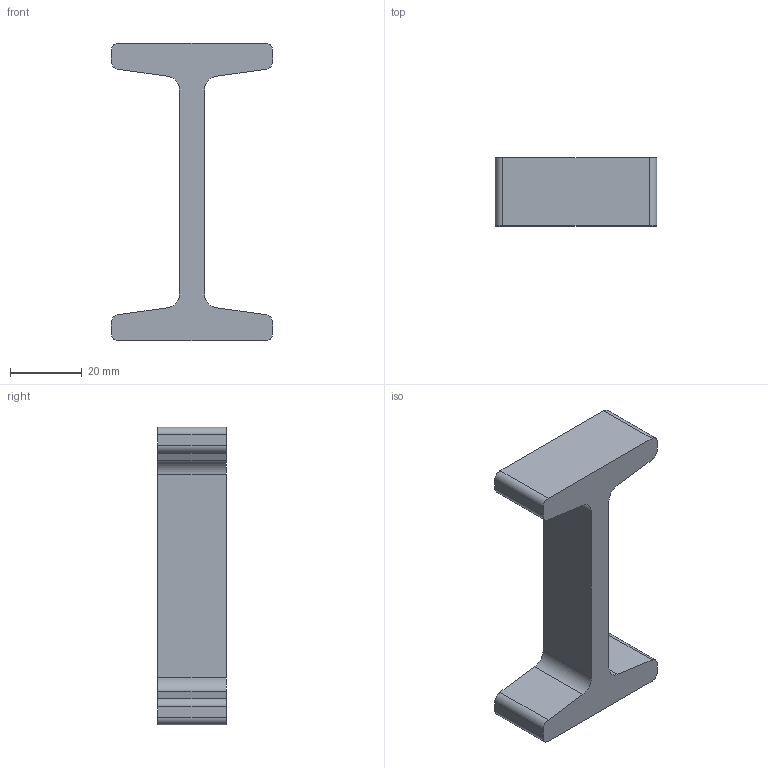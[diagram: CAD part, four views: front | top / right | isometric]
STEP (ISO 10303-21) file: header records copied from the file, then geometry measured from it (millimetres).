
FILE_DESCRIPTION((''),'2;1');
FILE_NAME('6338519','2012-07-24T',('AndreasKeweloh'),(''),'PRO/ENGINEER BY PARAMETRIC TECHNOLOGY CORPORATION, 2012130','PRO/ENGINEER BY PARAMETRIC TECHNOLOGY CORPORATION, 2012130','');
FILE_SCHEMA(('CONFIG_CONTROL_DESIGN'));
Length unit declared in the file: millimetre
Products named in the file (1): 6338519
Bounding box: 45 x 19 x 83 mm (x, y, z)
Volume: 9865.9 mm3; surface area: 13621.1 mm2
Topology: 1 solids, 1 shells, 51 faces, 144 edges, 96 vertices
Faces by surface type: plane 27, cylinder 24
Entity records: 1704 total; most frequent: DIRECTION 294, CARTESIAN_POINT 291, ORIENTED_EDGE 288, EDGE_CURVE 144, AXIS2_PLACEMENT_3D 99, VECTOR 96, LINE 96, VERTEX_POINT 96
